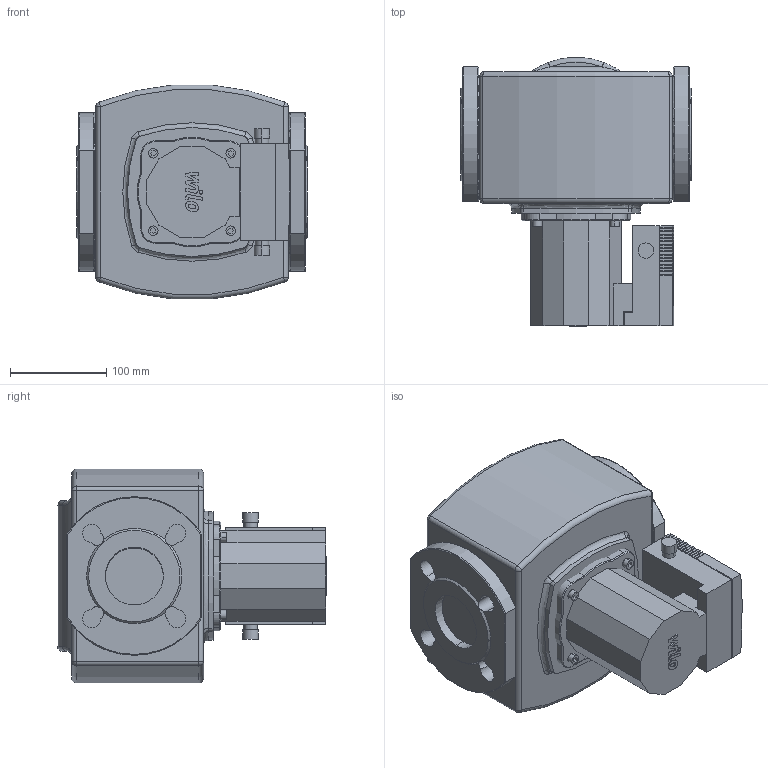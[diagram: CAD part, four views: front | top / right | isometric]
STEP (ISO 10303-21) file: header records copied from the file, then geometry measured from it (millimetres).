
FILE_DESCRIPTION((''),'2;1');
FILE_NAME('3d_TOPS50_41~-2080048.stp','2014-09-03T12:46:45',(''),(''),'Mechanical Desktop 2009','Mechanical Desktop 2009',', , ');
FILE_SCHEMA(('CONFIG_CONTROL_DESIGN'));
Length unit declared in the file: millimetre
Products named in the file (1): Product
Bounding box: 240 x 279.53 x 222.49 mm (x, y, z)
Volume: 8170500.4 mm3; surface area: 411369 mm2
Topology: 9 solids, 9 shells, 474 faces, 1255 edges, 814 vertices
Faces by surface type: plane 193, bspline 191, cylinder 62, torus 10, cone 10, sphere 8
Entity records: 15990 total; most frequent: CARTESIAN_POINT 4657, ORIENTED_EDGE 2510, DIRECTION 2009, EDGE_CURVE 1255, VECTOR 885, LINE 885, VERTEX_POINT 814, AXIS2_PLACEMENT_3D 562
